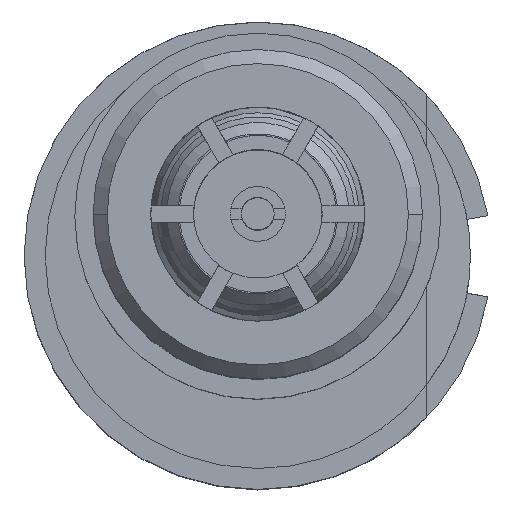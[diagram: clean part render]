
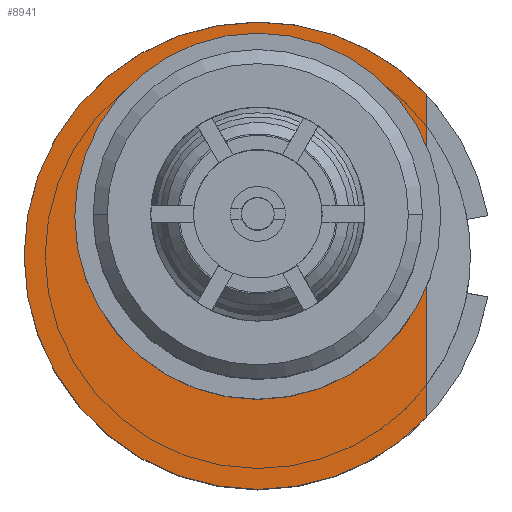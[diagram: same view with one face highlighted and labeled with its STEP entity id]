
A CAD part, top view. The second image highlights one B-rep face of the part: STEP entity #8941.
In plain terms, the highlighted face is planar.
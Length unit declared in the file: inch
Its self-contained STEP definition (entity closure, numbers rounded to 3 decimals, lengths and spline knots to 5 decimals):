
#332 = VERTEX_POINT ( 'NONE', #1856 ) ;
#507 = CARTESIAN_POINT ( 'NONE',  ( -0.07931, 0., 0. ) ) ;
#508 = CARTESIAN_POINT ( 'NONE',  ( -0.07931, 0., -0.083 ) ) ;
#598 = AXIS2_PLACEMENT_3D ( 'NONE', #7257, #7315, #11169 ) ;
#626 = DIRECTION ( 'NONE',  ( 0., 0., 1. ) ) ;
#752 = LINE ( 'NONE', #1654, #8382 ) ;
#1029 = CIRCLE ( 'NONE', #1446, 0.083 ) ;
#1116 = CIRCLE ( 'NONE', #7481, 0.083 ) ;
#1180 = ORIENTED_EDGE ( 'NONE', *, *, #9150, .T. ) ;
#1376 = EDGE_CURVE ( 'NONE', #5577, #12611, #752, .T. ) ;
#1446 = AXIS2_PLACEMENT_3D ( 'NONE', #8920, #10773, #2950 ) ;
#1631 = ORIENTED_EDGE ( 'NONE', *, *, #10228, .F. ) ;
#1654 = CARTESIAN_POINT ( 'NONE',  ( -0.07931, -0.06, 0. ) ) ;
#1754 = CARTESIAN_POINT ( 'NONE',  ( -0.07931, -0.06, -0.05735 ) ) ;
#1856 = CARTESIAN_POINT ( 'NONE',  ( -0.07931, 0., -0.0355 ) ) ;
#2390 = EDGE_CURVE ( 'NONE', #12611, #2536, #5172, .T. ) ;
#2420 = CARTESIAN_POINT ( 'NONE',  ( -0.07931, 0., 0.0355 ) ) ;
#2536 = VERTEX_POINT ( 'NONE', #12522 ) ;
#2878 = DIRECTION ( 'NONE',  ( 0., 0., 1. ) ) ;
#2950 = DIRECTION ( 'NONE',  ( 0., 0., 1. ) ) ;
#3050 = VERTEX_POINT ( 'NONE', #508 ) ;
#3106 = FACE_BOUND ( 'NONE', #7599, .T. ) ;
#3272 = EDGE_CURVE ( 'NONE', #332, #9634, #4357, .T. ) ;
#3683 = CIRCLE ( 'NONE', #598, 0.0355 ) ;
#4175 = ORIENTED_EDGE ( 'NONE', *, *, #3272, .T. ) ;
#4327 = DIRECTION ( 'NONE',  ( 0., 0., 1. ) ) ;
#4357 = CIRCLE ( 'NONE', #9693, 0.0355 ) ;
#4701 = AXIS2_PLACEMENT_3D ( 'NONE', #12610, #6894, #6828 ) ;
#5018 = DIRECTION ( 'NONE',  ( 0., 0., 1. ) ) ;
#5172 = CIRCLE ( 'NONE', #9500, 0.083 ) ;
#5315 = EDGE_CURVE ( 'NONE', #3050, #5577, #1116, .T. ) ;
#5338 = DIRECTION ( 'NONE',  ( -1., 0., 0. ) ) ;
#5346 = EDGE_LOOP ( 'NONE', ( #6958, #12670, #1631, #9757 ) ) ;
#5577 = VERTEX_POINT ( 'NONE', #1754 ) ;
#6299 = CARTESIAN_POINT ( 'NONE',  ( -0.07931, -0.06, 0.05735 ) ) ;
#6828 = DIRECTION ( 'NONE',  ( 0., 0., 1. ) ) ;
#6894 = DIRECTION ( 'NONE',  ( -1., 0., 0. ) ) ;
#6958 = ORIENTED_EDGE ( 'NONE', *, *, #1376, .F. ) ;
#7257 = CARTESIAN_POINT ( 'NONE',  ( -0.07931, 0., 0. ) ) ;
#7315 = DIRECTION ( 'NONE',  ( -1., 0., 0. ) ) ;
#7403 = CARTESIAN_POINT ( 'NONE',  ( -0.07931, 0., 0. ) ) ;
#7481 = AXIS2_PLACEMENT_3D ( 'NONE', #7403, #11306, #4327 ) ;
#7599 = EDGE_LOOP ( 'NONE', ( #1180, #4175 ) ) ;
#8382 = VECTOR ( 'NONE', #2878, 39.37008 ) ;
#8862 = DIRECTION ( 'NONE',  ( -1., 0., 0. ) ) ;
#8881 = PLANE ( 'NONE',  #4701 ) ;
#8920 = CARTESIAN_POINT ( 'NONE',  ( -0.07931, 0., 0. ) ) ;
#8941 = ADVANCED_FACE ( 'NONE', ( #3106, #10669 ), #8881, .F. ) ;
#9150 = EDGE_CURVE ( 'NONE', #9634, #332, #3683, .T. ) ;
#9500 = AXIS2_PLACEMENT_3D ( 'NONE', #507, #5338, #626 ) ;
#9634 = VERTEX_POINT ( 'NONE', #2420 ) ;
#9693 = AXIS2_PLACEMENT_3D ( 'NONE', #11622, #8862, #5018 ) ;
#9757 = ORIENTED_EDGE ( 'NONE', *, *, #2390, .F. ) ;
#10228 = EDGE_CURVE ( 'NONE', #2536, #3050, #1029, .T. ) ;
#10669 = FACE_OUTER_BOUND ( 'NONE', #5346, .T. ) ;
#10773 = DIRECTION ( 'NONE',  ( -1., 0., 0. ) ) ;
#11169 = DIRECTION ( 'NONE',  ( 0., 0., 1. ) ) ;
#11306 = DIRECTION ( 'NONE',  ( -1., 0., 0. ) ) ;
#11622 = CARTESIAN_POINT ( 'NONE',  ( -0.07931, 0., 0. ) ) ;
#12522 = CARTESIAN_POINT ( 'NONE',  ( -0.07931, 0., 0.083 ) ) ;
#12610 = CARTESIAN_POINT ( 'NONE',  ( -0.07931, -0.0355, 0. ) ) ;
#12611 = VERTEX_POINT ( 'NONE', #6299 ) ;
#12670 = ORIENTED_EDGE ( 'NONE', *, *, #5315, .F. ) ;
